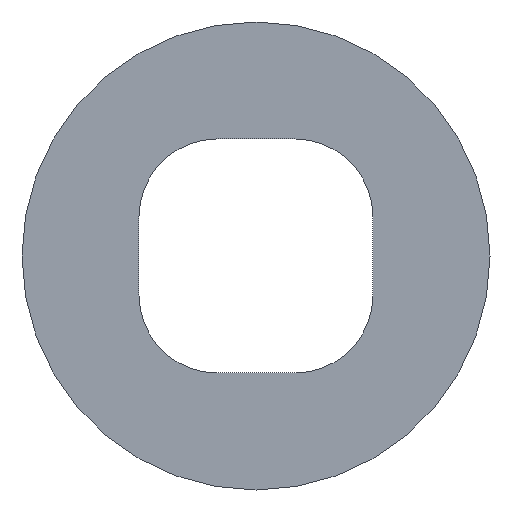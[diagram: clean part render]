
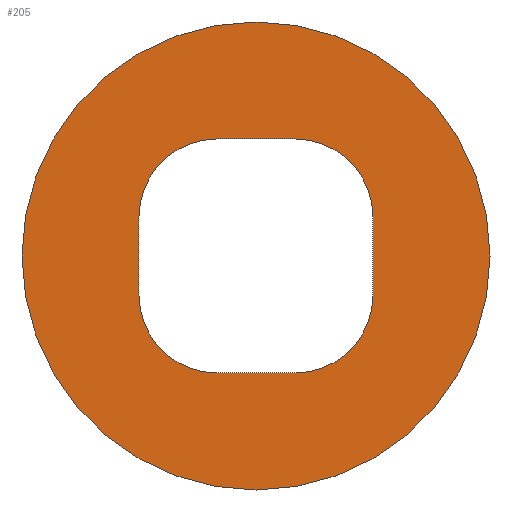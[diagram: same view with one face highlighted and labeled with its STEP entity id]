
A CAD part, front view. The second image highlights one B-rep face of the part: STEP entity #205.
In plain terms, the highlighted planar face has unit normal (0, -1, 0).
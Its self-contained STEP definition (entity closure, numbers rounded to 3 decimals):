
#16=FACE_BOUND('',#46,.T.);
#22=PLANE('',#249);
#33=FACE_OUTER_BOUND('',#45,.T.);
#45=EDGE_LOOP('',(#181));
#46=EDGE_LOOP('',(#182,#183,#184,#185,#186,#187,#188,#189));
#50=LINE('',#329,#67);
#54=LINE('',#341,#71);
#58=LINE('',#353,#75);
#62=LINE('',#364,#79);
#67=VECTOR('',#269,1000.);
#71=VECTOR('',#281,1000.);
#75=VECTOR('',#293,1000.);
#79=VECTOR('',#305,1000.);
#82=CIRCLE('',#231,3.);
#83=CIRCLE('',#233,1.);
#85=CIRCLE('',#237,1.);
#87=CIRCLE('',#241,1.);
#89=CIRCLE('',#245,1.);
#92=VERTEX_POINT('',#315);
#93=VERTEX_POINT('',#319);
#94=VERTEX_POINT('',#320);
#97=VERTEX_POINT('',#328);
#99=VERTEX_POINT('',#334);
#101=VERTEX_POINT('',#340);
#103=VERTEX_POINT('',#346);
#105=VERTEX_POINT('',#352);
#107=VERTEX_POINT('',#358);
#111=EDGE_CURVE('',#92,#92,#82,.T.);
#112=EDGE_CURVE('',#93,#94,#83,.T.);
#116=EDGE_CURVE('',#97,#93,#50,.T.);
#119=EDGE_CURVE('',#99,#97,#85,.T.);
#122=EDGE_CURVE('',#101,#99,#54,.T.);
#125=EDGE_CURVE('',#103,#101,#87,.T.);
#128=EDGE_CURVE('',#105,#103,#58,.T.);
#131=EDGE_CURVE('',#107,#105,#89,.T.);
#134=EDGE_CURVE('',#94,#107,#62,.T.);
#181=ORIENTED_EDGE('',*,*,#111,.F.);
#182=ORIENTED_EDGE('',*,*,#134,.F.);
#183=ORIENTED_EDGE('',*,*,#112,.F.);
#184=ORIENTED_EDGE('',*,*,#116,.F.);
#185=ORIENTED_EDGE('',*,*,#119,.F.);
#186=ORIENTED_EDGE('',*,*,#122,.F.);
#187=ORIENTED_EDGE('',*,*,#125,.F.);
#188=ORIENTED_EDGE('',*,*,#128,.F.);
#189=ORIENTED_EDGE('',*,*,#131,.F.);
#205=ADVANCED_FACE('',(#33,#16),#22,.F.);
#231=AXIS2_PLACEMENT_3D('',#317,#257,#258);
#233=AXIS2_PLACEMENT_3D('',#321,#261,#262);
#237=AXIS2_PLACEMENT_3D('',#335,#274,#275);
#241=AXIS2_PLACEMENT_3D('',#347,#286,#287);
#245=AXIS2_PLACEMENT_3D('',#359,#298,#299);
#249=AXIS2_PLACEMENT_3D('',#367,#309,#310);
#257=DIRECTION('center_axis',(0.,1.,0.));
#258=DIRECTION('ref_axis',(-1.,0.,0.));
#261=DIRECTION('center_axis',(0.,-1.,0.));
#262=DIRECTION('ref_axis',(-1.,0.,0.));
#269=DIRECTION('',(1.,0.,0.));
#274=DIRECTION('center_axis',(0.,-1.,0.));
#275=DIRECTION('ref_axis',(0.,0.,1.));
#281=DIRECTION('',(0.,0.,-1.));
#286=DIRECTION('center_axis',(0.,-1.,0.));
#287=DIRECTION('ref_axis',(1.,0.,0.));
#293=DIRECTION('',(-1.,0.,0.));
#298=DIRECTION('center_axis',(0.,-1.,0.));
#299=DIRECTION('ref_axis',(0.,0.,-1.));
#305=DIRECTION('',(0.,0.,1.));
#309=DIRECTION('center_axis',(0.,1.,0.));
#310=DIRECTION('ref_axis',(1.,0.,0.));
#315=CARTESIAN_POINT('',(3.,0.,0.));
#317=CARTESIAN_POINT('Origin',(0.,0.,0.));
#319=CARTESIAN_POINT('',(0.5,0.,-1.5));
#320=CARTESIAN_POINT('',(1.5,0.,-0.5));
#321=CARTESIAN_POINT('Origin',(0.5,0.,-0.5));
#328=CARTESIAN_POINT('',(-0.5,0.,-1.5));
#329=CARTESIAN_POINT('',(-0.5,0.,-1.5));
#334=CARTESIAN_POINT('',(-1.5,0.,-0.5));
#335=CARTESIAN_POINT('Origin',(-0.5,0.,-0.5));
#340=CARTESIAN_POINT('',(-1.5,0.,0.5));
#341=CARTESIAN_POINT('',(-1.5,0.,0.5));
#346=CARTESIAN_POINT('',(-0.5,0.,1.5));
#347=CARTESIAN_POINT('Origin',(-0.5,0.,0.5));
#352=CARTESIAN_POINT('',(0.5,0.,1.5));
#353=CARTESIAN_POINT('',(0.5,0.,1.5));
#358=CARTESIAN_POINT('',(1.5,0.,0.5));
#359=CARTESIAN_POINT('Origin',(0.5,0.,0.5));
#364=CARTESIAN_POINT('',(1.5,0.,-0.5));
#367=CARTESIAN_POINT('Origin',(0.,0.,0.));
